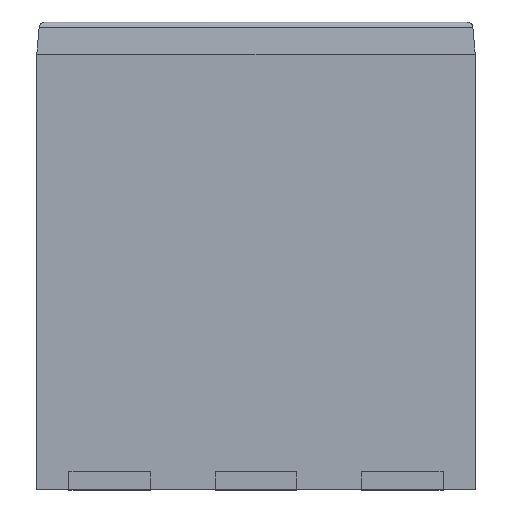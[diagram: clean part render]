
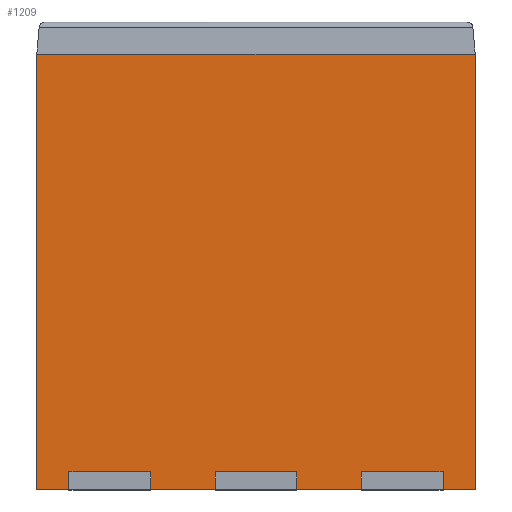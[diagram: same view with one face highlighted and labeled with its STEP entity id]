
A CAD part, top view. The second image highlights one B-rep face of the part: STEP entity #1209.
In plain terms, the highlighted planar face has unit normal (0, 0, 1).
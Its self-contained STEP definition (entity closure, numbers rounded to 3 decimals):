
#1139 = CARTESIAN_POINT ( 'NONE',  ( -1.905, 3.78, 1.6 ) ) ;
#1140 = VERTEX_POINT ( 'NONE', #1139 ) ;
#1141 = CARTESIAN_POINT ( 'NONE',  ( -1.905, 0., 1.6 ) ) ;
#1142 = VERTEX_POINT ( 'NONE', #1141 ) ;
#1143 = CARTESIAN_POINT ( 'NONE',  ( -1.905, 4.06, 1.6 ) ) ;
#1144 = DIRECTION ( 'NONE',  ( 0., -1., 0. ) ) ;
#1145 = VECTOR ( 'NONE', #1144, 1000. ) ;
#1146 = LINE ( 'NONE', #1143, #1145 ) ;
#1147 = EDGE_CURVE ( 'NONE', #1140, #1142, #1146, .T. ) ;
#1179 = CARTESIAN_POINT ( 'NONE',  ( 1.905, 3.78, 1.6 ) ) ;
#1180 = VERTEX_POINT ( 'NONE', #1179 ) ;
#1181 = CARTESIAN_POINT ( 'NONE',  ( 1.905, 0., 1.6 ) ) ;
#1182 = VERTEX_POINT ( 'NONE', #1181 ) ;
#1183 = CARTESIAN_POINT ( 'NONE',  ( 1.905, 4.06, 1.6 ) ) ;
#1184 = DIRECTION ( 'NONE',  ( 0., -1., 0. ) ) ;
#1185 = VECTOR ( 'NONE', #1184, 1000. ) ;
#1186 = LINE ( 'NONE', #1183, #1185 ) ;
#1187 = EDGE_CURVE ( 'NONE', #1180, #1182, #1186, .T. ) ;
#1188 = ORIENTED_EDGE ( 'NONE', *, *, #1187, .F. ) ;
#1189 = CARTESIAN_POINT ( 'NONE',  ( -1.905, 3.78, 1.6 ) ) ;
#1190 = DIRECTION ( 'NONE',  ( -1., 0., 0. ) ) ;
#1191 = VECTOR ( 'NONE', #1190, 1000. ) ;
#1192 = LINE ( 'NONE', #1189, #1191 ) ;
#1193 = EDGE_CURVE ( 'NONE', #1180, #1140, #1192, .T. ) ;
#1194 = ORIENTED_EDGE ( 'NONE', *, *, #1193, .T. ) ;
#1195 = ORIENTED_EDGE ( 'NONE', *, *, #1147, .T. ) ;
#1196 = CARTESIAN_POINT ( 'NONE',  ( 1.905, 0., 1.6 ) ) ;
#1197 = DIRECTION ( 'NONE',  ( 1., 0., 0. ) ) ;
#1198 = VECTOR ( 'NONE', #1197, 1000. ) ;
#1199 = LINE ( 'NONE', #1196, #1198 ) ;
#1200 = EDGE_CURVE ( 'NONE', #1142, #1182, #1199, .T. ) ;
#1201 = ORIENTED_EDGE ( 'NONE', *, *, #1200, .T. ) ;
#1202 = EDGE_LOOP ( 'NONE', ( #1188, #1194, #1195, #1201 ) ) ;
#1203 = FACE_OUTER_BOUND ( 'NONE', #1202, .T. ) ;
#1204 = CARTESIAN_POINT ( 'NONE',  ( 1.905, 4.06, 1.6 ) ) ;
#1205 = DIRECTION ( 'NONE',  ( 0., 0., -1. ) ) ;
#1206 = DIRECTION ( 'NONE',  ( -1., 0., 0. ) ) ;
#1207 = AXIS2_PLACEMENT_3D ( 'NONE', #1204, #1205, #1206 ) ;
#1208 = PLANE ( 'NONE', #1207 ) ;
#1209 = ADVANCED_FACE ( 'NONE', ( #1203 ), #1208, .F. ) ;
